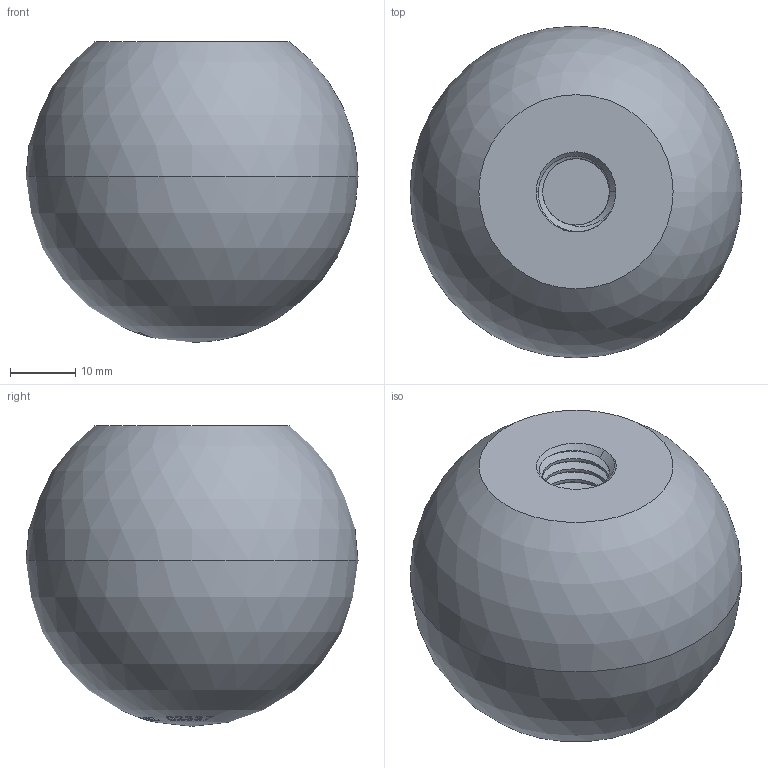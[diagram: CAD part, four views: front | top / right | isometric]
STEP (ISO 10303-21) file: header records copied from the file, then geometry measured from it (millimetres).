
FILE_DESCRIPTION (( 'STEP AP214' ), '1' );
FILE_NAME ('02337-Ball Knob 50.8mm 1_2Inch BSW Thread.STEP', '2018-07-31T21:37:39', ( '' ), ( '' ), 'SwSTEP 2.0', 'SolidWorks 2018', '' );
FILE_SCHEMA (( 'AUTOMOTIVE_DESIGN' ));
Length unit declared in the file: millimetre
Products named in the file (1): 02337-Ball Knob 50.8mm 1_2Inch BSW Thread
Bounding box: 50.8 x 50.8 x 46 mm (x, y, z)
Volume: 64707.9 mm3; surface area: 9336.6 mm2
Topology: 1 solids, 1 shells, 295 faces, 813 edges, 543 vertices
Faces by surface type: bspline 241, sphere 26, cylinder 23, cone 3, plane 2
Entity records: 29715 total; most frequent: CARTESIAN_POINT 24470, ORIENTED_EDGE 1612, EDGE_CURVE 806, B_SPLINE_CURVE_WITH_KNOTS 748, VERTEX_POINT 539, EDGE_LOOP 321, ADVANCED_FACE 295, FACE_OUTER_BOUND 295
